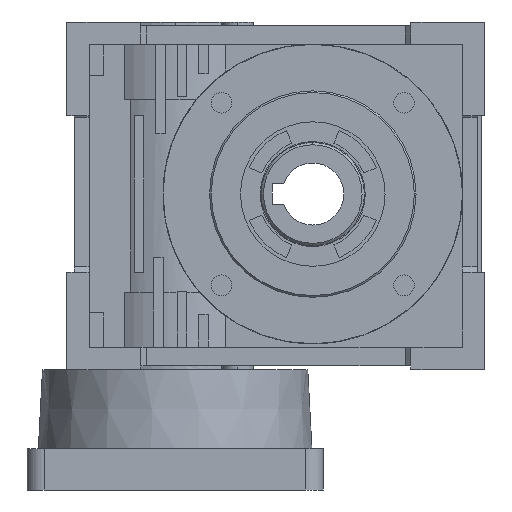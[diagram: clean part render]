
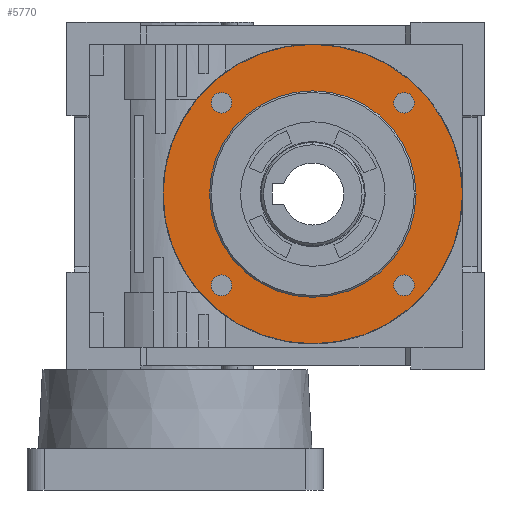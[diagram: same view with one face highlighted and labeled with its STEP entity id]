
A CAD part, left-side view. The second image highlights one B-rep face of the part: STEP entity #5770.
In plain terms, the highlighted planar face has unit normal (-1, 0, 0).
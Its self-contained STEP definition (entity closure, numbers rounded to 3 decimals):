
#391 = ORIENTED_EDGE ( 'NONE', *, *, #8790, .T. ) ;
#646 = CARTESIAN_POINT ( 'NONE',  ( -36.5, 26.517, -26.517 ) ) ;
#722 = CARTESIAN_POINT ( 'NONE',  ( -36.5, -26.517, -23.517 ) ) ;
#733 = DIRECTION ( 'NONE',  ( 1., 0., 0. ) ) ;
#978 = CIRCLE ( 'NONE', #4863, 3. ) ;
#1465 = EDGE_CURVE ( 'NONE', #3752, #17213, #1830, .T. ) ;
#1537 = EDGE_CURVE ( 'NONE', #4304, #14948, #978, .T. ) ;
#1570 = CARTESIAN_POINT ( 'NONE',  ( -36.5, 26.517, -26.517 ) ) ;
#1590 = CARTESIAN_POINT ( 'NONE',  ( -36.5, 0., 0. ) ) ;
#1662 = ORIENTED_EDGE ( 'NONE', *, *, #21291, .T. ) ;
#1830 = CIRCLE ( 'NONE', #6752, 3. ) ;
#1916 = DIRECTION ( 'NONE',  ( 1., 0., 0. ) ) ;
#1996 = AXIS2_PLACEMENT_3D ( 'NONE', #6180, #733, #11549 ) ;
#2000 = AXIS2_PLACEMENT_3D ( 'NONE', #1590, #5200, #8624 ) ;
#2075 = DIRECTION ( 'NONE',  ( 0., 0., -1. ) ) ;
#2269 = CARTESIAN_POINT ( 'NONE',  ( -36.5, 0., 30. ) ) ;
#2340 = FACE_BOUND ( 'NONE', #7479, .T. ) ;
#2362 = EDGE_CURVE ( 'NONE', #3175, #20511, #11807, .T. ) ;
#2631 = AXIS2_PLACEMENT_3D ( 'NONE', #1570, #5116, #10206 ) ;
#2736 = EDGE_CURVE ( 'NONE', #16156, #17111, #9885, .T. ) ;
#2887 = EDGE_LOOP ( 'NONE', ( #6523, #391 ) ) ;
#2997 = AXIS2_PLACEMENT_3D ( 'NONE', #21895, #14306, #13137 ) ;
#3080 = CARTESIAN_POINT ( 'NONE',  ( -36.5, -26.517, 23.517 ) ) ;
#3175 = VERTEX_POINT ( 'NONE', #722 ) ;
#3261 = ORIENTED_EDGE ( 'NONE', *, *, #4360, .F. ) ;
#3639 = ORIENTED_EDGE ( 'NONE', *, *, #17767, .T. ) ;
#3752 = VERTEX_POINT ( 'NONE', #4374 ) ;
#3893 = CARTESIAN_POINT ( 'NONE',  ( -36.5, 0., -43.51 ) ) ;
#4010 = AXIS2_PLACEMENT_3D ( 'NONE', #6697, #22625, #12133 ) ;
#4304 = VERTEX_POINT ( 'NONE', #8931 ) ;
#4314 = AXIS2_PLACEMENT_3D ( 'NONE', #7604, #19826, #9367 ) ;
#4360 = EDGE_CURVE ( 'NONE', #21128, #13345, #8994, .T. ) ;
#4374 = CARTESIAN_POINT ( 'NONE',  ( -36.5, 26.517, 29.517 ) ) ;
#4543 = FACE_BOUND ( 'NONE', #22631, .T. ) ;
#4715 = EDGE_CURVE ( 'NONE', #13345, #21128, #22316, .T. ) ;
#4863 = AXIS2_PLACEMENT_3D ( 'NONE', #646, #7732, #15333 ) ;
#5116 = DIRECTION ( 'NONE',  ( 1., 0., 0. ) ) ;
#5200 = DIRECTION ( 'NONE',  ( -1., 0., 0. ) ) ;
#5524 = DIRECTION ( 'NONE',  ( 1., 0., 0. ) ) ;
#5556 = DIRECTION ( 'NONE',  ( 0., 0., -1. ) ) ;
#5593 = CARTESIAN_POINT ( 'NONE',  ( -36.5, 26.517, 26.517 ) ) ;
#5730 = AXIS2_PLACEMENT_3D ( 'NONE', #7516, #9336, #9204 ) ;
#5770 = ADVANCED_FACE ( 'NONE', ( #2340, #4543, #21450, #11298, #13759, #15422 ), #15563, .T. ) ;
#5955 = CIRCLE ( 'NONE', #11232, 3. ) ;
#6095 = ORIENTED_EDGE ( 'NONE', *, *, #11837, .F. ) ;
#6177 = AXIS2_PLACEMENT_3D ( 'NONE', #14281, #15772, #21020 ) ;
#6180 = CARTESIAN_POINT ( 'NONE',  ( -36.5, -26.517, -26.517 ) ) ;
#6523 = ORIENTED_EDGE ( 'NONE', *, *, #1537, .T. ) ;
#6685 = AXIS2_PLACEMENT_3D ( 'NONE', #16097, #5524, #9027 ) ;
#6697 = CARTESIAN_POINT ( 'NONE',  ( -36.5, 0., 0. ) ) ;
#6752 = AXIS2_PLACEMENT_3D ( 'NONE', #12527, #7144, #5556 ) ;
#7144 = DIRECTION ( 'NONE',  ( 1., 0., 0. ) ) ;
#7479 = EDGE_LOOP ( 'NONE', ( #13568, #6095 ) ) ;
#7516 = CARTESIAN_POINT ( 'NONE',  ( -36.5, -26.517, -26.517 ) ) ;
#7604 = CARTESIAN_POINT ( 'NONE',  ( -36.5, 0., 0. ) ) ;
#7732 = DIRECTION ( 'NONE',  ( 1., 0., 0. ) ) ;
#7758 = EDGE_LOOP ( 'NONE', ( #3261, #19264 ) ) ;
#8624 = DIRECTION ( 'NONE',  ( 0., 0., -1. ) ) ;
#8790 = EDGE_CURVE ( 'NONE', #14948, #4304, #8898, .T. ) ;
#8853 = CARTESIAN_POINT ( 'NONE',  ( -36.5, 0., 0. ) ) ;
#8898 = CIRCLE ( 'NONE', #2631, 3. ) ;
#8931 = CARTESIAN_POINT ( 'NONE',  ( -36.5, 26.517, -23.517 ) ) ;
#8994 = CIRCLE ( 'NONE', #4314, 43.51 ) ;
#9027 = DIRECTION ( 'NONE',  ( 0., 1., 0. ) ) ;
#9204 = DIRECTION ( 'NONE',  ( 0., 0., 1. ) ) ;
#9336 = DIRECTION ( 'NONE',  ( 1., 0., 0. ) ) ;
#9367 = DIRECTION ( 'NONE',  ( 0., 0., -1. ) ) ;
#9384 = CARTESIAN_POINT ( 'NONE',  ( -36.5, -26.517, 29.517 ) ) ;
#9777 = CIRCLE ( 'NONE', #4010, 30. ) ;
#9885 = CIRCLE ( 'NONE', #6177, 30. ) ;
#10150 = CIRCLE ( 'NONE', #1996, 3. ) ;
#10206 = DIRECTION ( 'NONE',  ( 0., -1., 0. ) ) ;
#10662 = ORIENTED_EDGE ( 'NONE', *, *, #1465, .T. ) ;
#11232 = AXIS2_PLACEMENT_3D ( 'NONE', #5593, #15896, #12569 ) ;
#11298 = FACE_OUTER_BOUND ( 'NONE', #7758, .T. ) ;
#11549 = DIRECTION ( 'NONE',  ( 0., 0., 1. ) ) ;
#11675 = CARTESIAN_POINT ( 'NONE',  ( -36.5, 26.517, 23.517 ) ) ;
#11807 = CIRCLE ( 'NONE', #5730, 3. ) ;
#11837 = EDGE_CURVE ( 'NONE', #17111, #16156, #9777, .T. ) ;
#12133 = DIRECTION ( 'NONE',  ( 0., 0., 1. ) ) ;
#12527 = CARTESIAN_POINT ( 'NONE',  ( -36.5, 26.517, 26.517 ) ) ;
#12569 = DIRECTION ( 'NONE',  ( 0., 0., -1. ) ) ;
#12792 = EDGE_LOOP ( 'NONE', ( #14538, #17893 ) ) ;
#13137 = DIRECTION ( 'NONE',  ( 0., 1., 0. ) ) ;
#13345 = VERTEX_POINT ( 'NONE', #20346 ) ;
#13568 = ORIENTED_EDGE ( 'NONE', *, *, #2736, .F. ) ;
#13759 = FACE_BOUND ( 'NONE', #2887, .T. ) ;
#14100 = EDGE_CURVE ( 'NONE', #14215, #14430, #18963, .T. ) ;
#14215 = VERTEX_POINT ( 'NONE', #9384 ) ;
#14274 = EDGE_LOOP ( 'NONE', ( #10662, #3639 ) ) ;
#14281 = CARTESIAN_POINT ( 'NONE',  ( -36.5, 0., 0. ) ) ;
#14306 = DIRECTION ( 'NONE',  ( 1., 0., 0. ) ) ;
#14430 = VERTEX_POINT ( 'NONE', #3080 ) ;
#14538 = ORIENTED_EDGE ( 'NONE', *, *, #14100, .T. ) ;
#14948 = VERTEX_POINT ( 'NONE', #15586 ) ;
#15281 = CARTESIAN_POINT ( 'NONE',  ( -36.5, 0., -30. ) ) ;
#15333 = DIRECTION ( 'NONE',  ( 0., -1., 0. ) ) ;
#15422 = FACE_BOUND ( 'NONE', #12792, .T. ) ;
#15563 = PLANE ( 'NONE',  #2000 ) ;
#15586 = CARTESIAN_POINT ( 'NONE',  ( -36.5, 26.517, -29.517 ) ) ;
#15772 = DIRECTION ( 'NONE',  ( -1., 0., 0. ) ) ;
#15896 = DIRECTION ( 'NONE',  ( 1., 0., 0. ) ) ;
#16097 = CARTESIAN_POINT ( 'NONE',  ( -36.5, -26.517, 26.517 ) ) ;
#16156 = VERTEX_POINT ( 'NONE', #15281 ) ;
#16848 = CIRCLE ( 'NONE', #2997, 3. ) ;
#17111 = VERTEX_POINT ( 'NONE', #2269 ) ;
#17213 = VERTEX_POINT ( 'NONE', #11675 ) ;
#17232 = ORIENTED_EDGE ( 'NONE', *, *, #2362, .T. ) ;
#17767 = EDGE_CURVE ( 'NONE', #17213, #3752, #5955, .T. ) ;
#17893 = ORIENTED_EDGE ( 'NONE', *, *, #20784, .T. ) ;
#18480 = AXIS2_PLACEMENT_3D ( 'NONE', #8853, #1916, #2075 ) ;
#18963 = CIRCLE ( 'NONE', #6685, 3. ) ;
#19264 = ORIENTED_EDGE ( 'NONE', *, *, #4715, .F. ) ;
#19712 = CARTESIAN_POINT ( 'NONE',  ( -36.5, -26.517, -29.517 ) ) ;
#19826 = DIRECTION ( 'NONE',  ( 1., 0., 0. ) ) ;
#20346 = CARTESIAN_POINT ( 'NONE',  ( -36.5, 0., 43.51 ) ) ;
#20511 = VERTEX_POINT ( 'NONE', #19712 ) ;
#20784 = EDGE_CURVE ( 'NONE', #14430, #14215, #16848, .T. ) ;
#21020 = DIRECTION ( 'NONE',  ( 0., 0., 1. ) ) ;
#21128 = VERTEX_POINT ( 'NONE', #3893 ) ;
#21291 = EDGE_CURVE ( 'NONE', #20511, #3175, #10150, .T. ) ;
#21450 = FACE_BOUND ( 'NONE', #14274, .T. ) ;
#21895 = CARTESIAN_POINT ( 'NONE',  ( -36.5, -26.517, 26.517 ) ) ;
#22316 = CIRCLE ( 'NONE', #18480, 43.51 ) ;
#22625 = DIRECTION ( 'NONE',  ( -1., 0., 0. ) ) ;
#22631 = EDGE_LOOP ( 'NONE', ( #17232, #1662 ) ) ;
